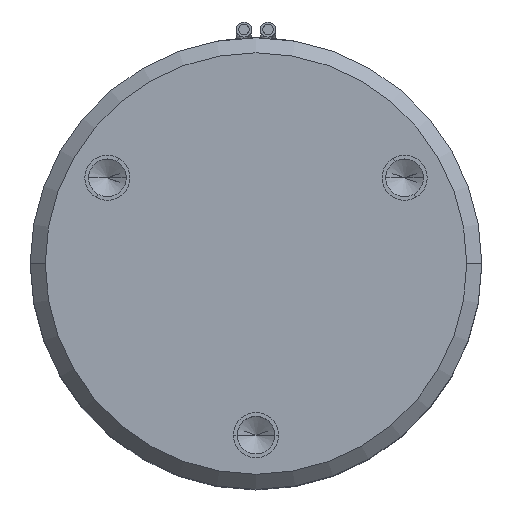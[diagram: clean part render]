
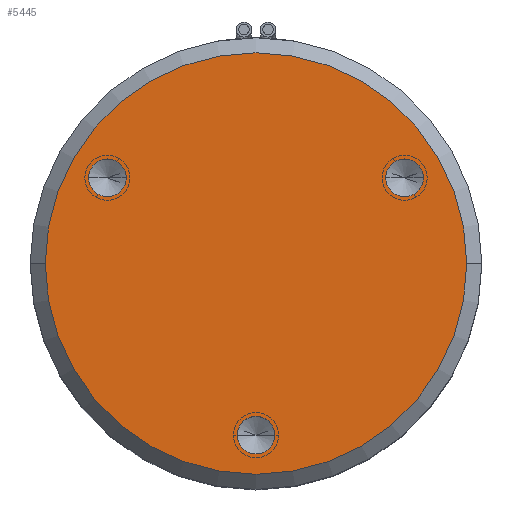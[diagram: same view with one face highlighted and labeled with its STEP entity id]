
A CAD part, top view. The second image highlights one B-rep face of the part: STEP entity #5445.
In plain terms, the highlighted planar face has unit normal (0, 0, 1).
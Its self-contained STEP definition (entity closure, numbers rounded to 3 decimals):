
#97 = AXIS2_PLACEMENT_3D ( 'NONE', #195, #196, #197 ) ;
#100 = CIRCLE ( 'NONE', #97, 1.25 ) ;
#195 = CARTESIAN_POINT ( 'NONE',  ( 9.873, 5.7, 0. ) ) ;
#196 = DIRECTION ( 'NONE',  ( 0., 0., -1. ) ) ;
#197 = DIRECTION ( 'NONE',  ( 0.5, -0.866, 0. ) ) ;
#360 = VERTEX_POINT ( 'NONE', #4638 ) ;
#594 = CIRCLE ( 'NONE', #600, 1.25 ) ;
#600 = AXIS2_PLACEMENT_3D ( 'NONE', #6765, #6766, #6767 ) ;
#973 = ORIENTED_EDGE ( 'NONE', *, *, #4468, .T. ) ;
#974 = ORIENTED_EDGE ( 'NONE', *, *, #4439, .T. ) ;
#975 = ORIENTED_EDGE ( 'NONE', *, *, #4469, .T. ) ;
#976 = ORIENTED_EDGE ( 'NONE', *, *, #4340, .T. ) ;
#977 = ORIENTED_EDGE ( 'NONE', *, *, #4470, .T. ) ;
#978 = ORIENTED_EDGE ( 'NONE', *, *, #3458, .T. ) ;
#979 = ORIENTED_EDGE ( 'NONE', *, *, #4471, .T. ) ;
#980 = ORIENTED_EDGE ( 'NONE', *, *, #5368, .T. ) ;
#1149 = VERTEX_POINT ( 'NONE', #1577 ) ;
#1174 = VERTEX_POINT ( 'NONE', #1602 ) ;
#1206 = VERTEX_POINT ( 'NONE', #1649 ) ;
#1292 = VERTEX_POINT ( 'NONE', #1693 ) ;
#1324 = VERTEX_POINT ( 'NONE', #1709 ) ;
#1577 = CARTESIAN_POINT ( 'NONE',  ( 10.498, 4.617, 0. ) ) ;
#1602 = CARTESIAN_POINT ( 'NONE',  ( -14., 0., 0. ) ) ;
#1649 = CARTESIAN_POINT ( 'NONE',  ( 14., 0., 0. ) ) ;
#1693 = CARTESIAN_POINT ( 'NONE',  ( -9.248, 6.783, 0. ) ) ;
#1709 = CARTESIAN_POINT ( 'NONE',  ( -10.498, 4.617, 0. ) ) ;
#1742 = CARTESIAN_POINT ( 'NONE',  ( 1.25, -11.4, 0. ) ) ;
#1858 = CIRCLE ( 'NONE', #1861, 1.25 ) ;
#1861 = AXIS2_PLACEMENT_3D ( 'NONE', #2563, #2564, #2565 ) ;
#2563 = CARTESIAN_POINT ( 'NONE',  ( 0., -11.4, 0. ) ) ;
#2564 = DIRECTION ( 'NONE',  ( 0., 0., -1. ) ) ;
#2565 = DIRECTION ( 'NONE',  ( -1., 0., 0. ) ) ;
#2924 = FACE_BOUND ( 'NONE', #3103, .T. ) ;
#2928 = DIRECTION ( 'NONE',  ( 0., 0., 1. ) ) ;
#2932 = FACE_OUTER_BOUND ( 'NONE', #3096, .T. ) ;
#2933 = CARTESIAN_POINT ( 'NONE',  ( 0., 0., 0. ) ) ;
#2935 = FACE_BOUND ( 'NONE', #3105, .T. ) ;
#2936 = FACE_BOUND ( 'NONE', #3101, .T. ) ;
#2937 = PLANE ( 'NONE',  #6179 ) ;
#2938 = DIRECTION ( 'NONE',  ( 1., 0., 0. ) ) ;
#3042 = VERTEX_POINT ( 'NONE', #1742 ) ;
#3043 = CARTESIAN_POINT ( 'NONE',  ( 9.248, 6.783, 0. ) ) ;
#3096 = EDGE_LOOP ( 'NONE', ( #973, #974 ) ) ;
#3101 = EDGE_LOOP ( 'NONE', ( #979, #980 ) ) ;
#3103 = EDGE_LOOP ( 'NONE', ( #975, #976 ) ) ;
#3105 = EDGE_LOOP ( 'NONE', ( #977, #978 ) ) ;
#3458 = EDGE_CURVE ( 'NONE', #5849, #1149, #100, .T. ) ;
#3942 = CIRCLE ( 'NONE', #3946, 14. ) ;
#3946 = AXIS2_PLACEMENT_3D ( 'NONE', #5512, #5513, #5514 ) ;
#3995 = CIRCLE ( 'NONE', #4004, 14. ) ;
#4003 = CIRCLE ( 'NONE', #4006, 1.25 ) ;
#4004 = AXIS2_PLACEMENT_3D ( 'NONE', #5597, #5598, #5599 ) ;
#4005 = CIRCLE ( 'NONE', #4008, 1.25 ) ;
#4006 = AXIS2_PLACEMENT_3D ( 'NONE', #5601, #5602, #5603 ) ;
#4007 = CIRCLE ( 'NONE', #4010, 1.25 ) ;
#4008 = AXIS2_PLACEMENT_3D ( 'NONE', #5604, #5605, #5606 ) ;
#4010 = AXIS2_PLACEMENT_3D ( 'NONE', #5608, #5609, #5610 ) ;
#4340 = EDGE_CURVE ( 'NONE', #1324, #1292, #594, .T. ) ;
#4439 = EDGE_CURVE ( 'NONE', #1206, #1174, #3942, .T. ) ;
#4468 = EDGE_CURVE ( 'NONE', #1174, #1206, #3995, .T. ) ;
#4469 = EDGE_CURVE ( 'NONE', #1292, #1324, #4003, .T. ) ;
#4470 = EDGE_CURVE ( 'NONE', #1149, #5849, #4005, .T. ) ;
#4471 = EDGE_CURVE ( 'NONE', #360, #3042, #4007, .T. ) ;
#4638 = CARTESIAN_POINT ( 'NONE',  ( -1.25, -11.4, 0. ) ) ;
#5368 = EDGE_CURVE ( 'NONE', #3042, #360, #1858, .T. ) ;
#5445 = ADVANCED_FACE ( 'NONE', ( #2932, #2924, #2935, #2936 ), #2937, .T. ) ;
#5512 = CARTESIAN_POINT ( 'NONE',  ( 0., 0., 0. ) ) ;
#5513 = DIRECTION ( 'NONE',  ( 0., 0., 1. ) ) ;
#5514 = DIRECTION ( 'NONE',  ( 1., 0., 0. ) ) ;
#5597 = CARTESIAN_POINT ( 'NONE',  ( 0., 0., 0. ) ) ;
#5598 = DIRECTION ( 'NONE',  ( 0., 0., 1. ) ) ;
#5599 = DIRECTION ( 'NONE',  ( 1., 0., 0. ) ) ;
#5601 = CARTESIAN_POINT ( 'NONE',  ( -9.873, 5.7, 0. ) ) ;
#5602 = DIRECTION ( 'NONE',  ( 0., 0., -1. ) ) ;
#5603 = DIRECTION ( 'NONE',  ( 0.5, 0.866, 0. ) ) ;
#5604 = CARTESIAN_POINT ( 'NONE',  ( 9.873, 5.7, 0. ) ) ;
#5605 = DIRECTION ( 'NONE',  ( 0., 0., -1. ) ) ;
#5606 = DIRECTION ( 'NONE',  ( 0.5, -0.866, 0. ) ) ;
#5608 = CARTESIAN_POINT ( 'NONE',  ( 0., -11.4, 0. ) ) ;
#5609 = DIRECTION ( 'NONE',  ( 0., 0., -1. ) ) ;
#5610 = DIRECTION ( 'NONE',  ( -1., 0., 0. ) ) ;
#5849 = VERTEX_POINT ( 'NONE', #3043 ) ;
#6179 = AXIS2_PLACEMENT_3D ( 'NONE', #2933, #2928, #2938 ) ;
#6765 = CARTESIAN_POINT ( 'NONE',  ( -9.873, 5.7, 0. ) ) ;
#6766 = DIRECTION ( 'NONE',  ( 0., 0., -1. ) ) ;
#6767 = DIRECTION ( 'NONE',  ( 0.5, 0.866, 0. ) ) ;
